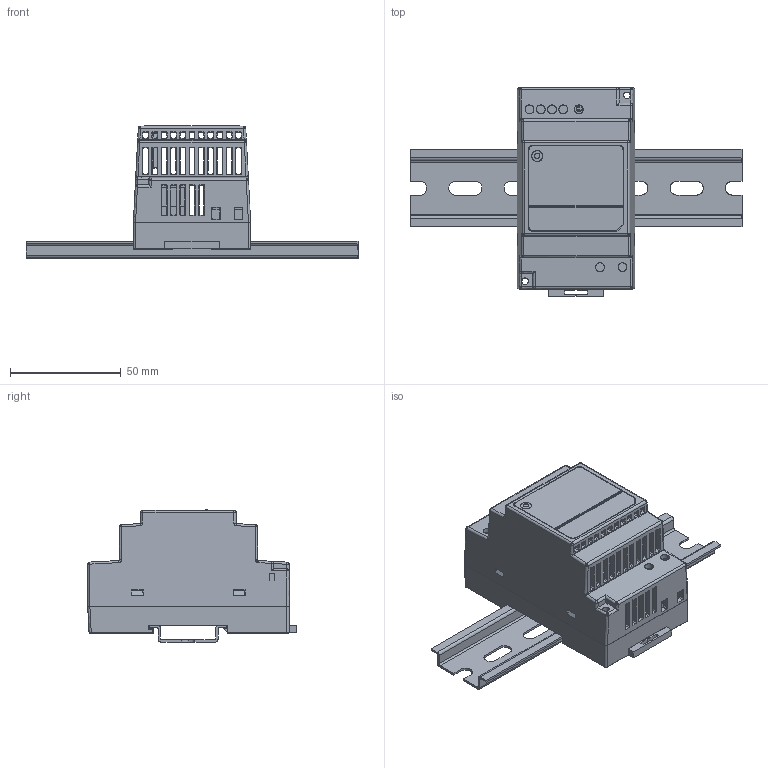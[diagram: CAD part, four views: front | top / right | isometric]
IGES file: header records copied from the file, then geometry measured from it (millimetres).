
Start section: SolidWorks IGES file using analytic representation for surfaces
Global section: file name: RZI30-XX-M-3D.IGS; native system: SolidWorks 2016; preprocessor: SolidWorks 2016; author: pikusl; date: 160620.115934; units: millimetre
Bounding box: 150 x 94.3 x 59.7 mm (x, y, z)
Surface area: 78768.6 mm2 (no closed solid volume)
Topology: 0 solids, 0 shells, 1404 faces, 13275 edges, 13221 vertices
Faces by surface type: bspline 848, revolution 556
